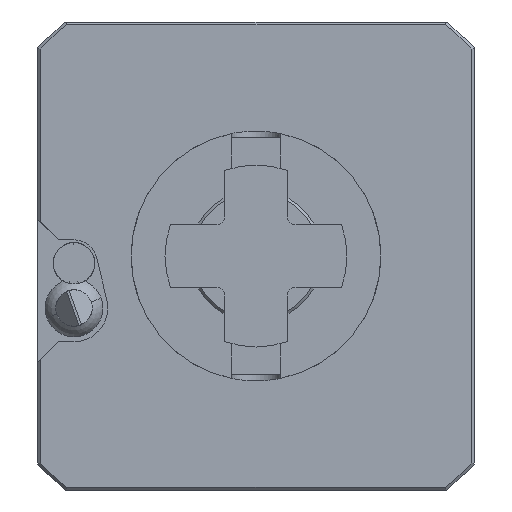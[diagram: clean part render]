
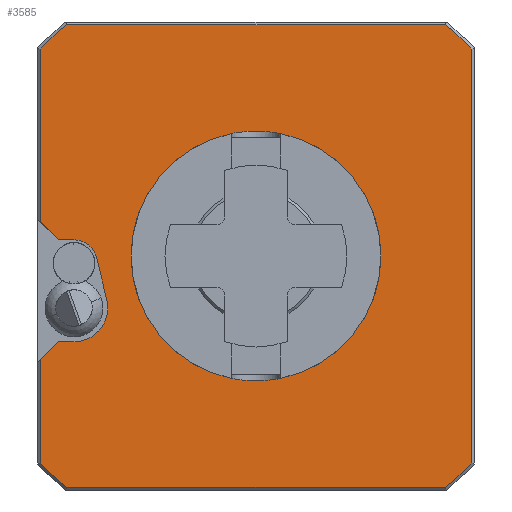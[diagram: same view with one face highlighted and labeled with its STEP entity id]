
A CAD part, left-side view. The second image highlights one B-rep face of the part: STEP entity #3585.
In plain terms, the highlighted planar face has unit normal (-1, 0, 0).
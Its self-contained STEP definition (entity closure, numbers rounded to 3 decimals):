
#138=DIRECTION('',(0.,0.707,-0.707));
#139=VECTOR('',#138,4.95);
#140=CARTESIAN_POINT('',(-28.,38.,-16.5));
#141=LINE('',#140,#139);
#142=DIRECTION('',(0.,-1.,0.));
#143=VECTOR('',#142,3.);
#144=CARTESIAN_POINT('',(-28.,38.,-16.5));
#145=LINE('',#144,#143);
#146=CARTESIAN_POINT('',(-28.,35.,-10.));
#147=DIRECTION('',(-1.,0.,0.));
#148=DIRECTION('',(0.,0.,-1.));
#149=AXIS2_PLACEMENT_3D('',#146,#147,#148);
#151=DIRECTION('',(0.,0.233,0.973));
#152=VECTOR('',#151,8.364);
#153=CARTESIAN_POINT('',(-28.,28.678,-8.488));
#154=LINE('',#153,#152);
#155=CARTESIAN_POINT('',(-28.,35.,-1.4));
#156=DIRECTION('',(-1.,0.,0.));
#157=DIRECTION('',(0.,-0.973,0.233));
#158=AXIS2_PLACEMENT_3D('',#155,#156,#157);
#160=DIRECTION('',(0.,-1.,0.));
#161=VECTOR('',#160,3.);
#162=CARTESIAN_POINT('',(-28.,38.,3.1));
#163=LINE('',#162,#161);
#164=DIRECTION('',(0.,-0.707,-0.707));
#165=VECTOR('',#164,4.95);
#166=CARTESIAN_POINT('',(-28.,41.5,6.6));
#167=LINE('',#166,#165);
#168=DIRECTION('',(0.,0.,-1.));
#169=VECTOR('',#168,33.199);
#170=CARTESIAN_POINT('',(-28.,41.5,39.799));
#171=LINE('',#170,#169);
#172=CARTESIAN_POINT('',(-28.,0.,0.));
#173=DIRECTION('',(1.,0.,0.));
#174=DIRECTION('',(0.,0.722,0.692));
#175=AXIS2_PLACEMENT_3D('',#172,#173,#174);
#177=DIRECTION('',(0.,1.,0.));
#178=VECTOR('',#177,72.829);
#179=CARTESIAN_POINT('',(-28.,-36.414,44.5));
#180=LINE('',#179,#178);
#181=CARTESIAN_POINT('',(-28.,0.,0.));
#182=DIRECTION('',(1.,0.,0.));
#183=DIRECTION('',(0.,-0.633,0.774));
#184=AXIS2_PLACEMENT_3D('',#181,#182,#183);
#186=DIRECTION('',(0.,0.,1.));
#187=VECTOR('',#186,79.599);
#188=CARTESIAN_POINT('',(-28.,-41.5,
-39.799));
#189=LINE('',#188,#187);
#190=CARTESIAN_POINT('',(-28.,0.,0.));
#191=DIRECTION('',(1.,0.,0.));
#192=DIRECTION('',(0.,-0.722,-0.692));
#193=AXIS2_PLACEMENT_3D('',#190,#191,#192);
#195=DIRECTION('',(0.,-1.,0.));
#196=VECTOR('',#195,72.829);
#197=CARTESIAN_POINT('',(-28.,36.414,-44.5));
#198=LINE('',#197,#196);
#199=CARTESIAN_POINT('',(-28.,0.,0.));
#200=DIRECTION('',(1.,0.,0.));
#201=DIRECTION('',(0.,0.633,-0.774));
#202=AXIS2_PLACEMENT_3D('',#199,#200,#201);
#204=DIRECTION('',(0.,0.,-1.));
#205=VECTOR('',#204,19.799);
#206=CARTESIAN_POINT('',(-28.,41.5,-20.));
#207=LINE('',#206,#205);
#208=CARTESIAN_POINT('',(-28.,0.,0.));
#209=DIRECTION('',(1.,0.,0.));
#210=DIRECTION('',(0.,-1.,0.));
#211=AXIS2_PLACEMENT_3D('',#208,#209,#210);
#213=CARTESIAN_POINT('',(-28.,0.,0.));
#214=DIRECTION('',(-1.,0.,0.));
#215=DIRECTION('',(0.,-1.,0.));
#216=AXIS2_PLACEMENT_3D('',#213,#214,#215);
#3007=CARTESIAN_POINT('',(-28.,-20.1,0.));
#3009=VERTEX_POINT('',#3007);
#3011=CARTESIAN_POINT('',(-28.,20.1,0.));
#3013=VERTEX_POINT('',#3011);
#3018=CARTESIAN_POINT('',(-28.,-41.5,-39.799));
#3019=CARTESIAN_POINT('',(-28.,-36.414,-44.5));
#3020=VERTEX_POINT('',#3018);
#3021=VERTEX_POINT('',#3019);
#3026=CARTESIAN_POINT('',(-28.,-41.5,
39.799));
#3027=VERTEX_POINT('',#3026);
#3030=CARTESIAN_POINT('',(-28.,-36.414,44.5));
#3031=VERTEX_POINT('',#3030);
#3034=CARTESIAN_POINT('',(-28.,36.414,44.5));
#3035=VERTEX_POINT('',#3034);
#3038=CARTESIAN_POINT('',(-28.,41.5,39.799));
#3039=VERTEX_POINT('',#3038);
#3042=CARTESIAN_POINT('',(-28.,36.414,-44.5));
#3043=CARTESIAN_POINT('',(-28.,41.5,-39.799));
#3044=VERTEX_POINT('',#3042);
#3045=VERTEX_POINT('',#3043);
#3050=CARTESIAN_POINT('',(-28.,35.,-16.5));
#3051=CARTESIAN_POINT('',(-28.,28.678,-8.488));
#3052=VERTEX_POINT('',#3050);
#3053=VERTEX_POINT('',#3051);
#3054=CARTESIAN_POINT('',(-28.,30.623,-0.353));
#3055=VERTEX_POINT('',#3054);
#3056=CARTESIAN_POINT('',(-28.,35.,3.1));
#3057=VERTEX_POINT('',#3056);
#3058=CARTESIAN_POINT('',(-28.,38.,-16.5));
#3059=CARTESIAN_POINT('',(-28.,41.5,-20.));
#3060=VERTEX_POINT('',#3058);
#3061=VERTEX_POINT('',#3059);
#3065=CARTESIAN_POINT('',(-28.,41.5,6.6));
#3067=VERTEX_POINT('',#3065);
#3068=CARTESIAN_POINT('',(-28.,38.,3.1));
#3069=VERTEX_POINT('',#3068);
#3542=CARTESIAN_POINT('',(-28.,0.,0.));
#3543=DIRECTION('',(-1.,0.,0.));
#3544=DIRECTION('',(0.,1.,0.));
#3545=AXIS2_PLACEMENT_3D('',#3542,#3543,#3544);
#3546=PLANE('',#3545);
#3548=ORIENTED_EDGE('',*,*,#3547,.F.);
#3550=ORIENTED_EDGE('',*,*,#3549,.T.);
#3552=ORIENTED_EDGE('',*,*,#3551,.T.);
#3554=ORIENTED_EDGE('',*,*,#3553,.T.);
#3556=ORIENTED_EDGE('',*,*,#3555,.T.);
#3558=ORIENTED_EDGE('',*,*,#3557,.F.);
#3560=ORIENTED_EDGE('',*,*,#3559,.F.);
#3562=ORIENTED_EDGE('',*,*,#3561,.F.);
#3564=ORIENTED_EDGE('',*,*,#3563,.T.);
#3566=ORIENTED_EDGE('',*,*,#3565,.F.);
#3568=ORIENTED_EDGE('',*,*,#3567,.T.);
#3570=ORIENTED_EDGE('',*,*,#3569,.F.);
#3572=ORIENTED_EDGE('',*,*,#3571,.T.);
#3573=ORIENTED_EDGE('',*,*,#3521,.F.);
#3574=ORIENTED_EDGE('',*,*,#3533,.T.);
#3576=ORIENTED_EDGE('',*,*,#3575,.F.);
#3577=EDGE_LOOP('',(#3548,#3550,#3552,#3554,#3556,#3558,#3560,#3562,#3564,#3566,
#3568,#3570,#3572,#3573,#3574,#3576));
#3578=FACE_OUTER_BOUND('',#3577,.F.);
#3580=ORIENTED_EDGE('',*,*,#3579,.F.);
#3582=ORIENTED_EDGE('',*,*,#3581,.T.);
#3583=EDGE_LOOP('',(#3580,#3582));
#3584=FACE_BOUND('',#3583,.F.);
#3585=ADVANCED_FACE('',(#3578,#3584),#3546,.T.);
#150=CIRCLE('',#149,6.5);
#159=CIRCLE('',#158,4.5);
#176=CIRCLE('',#175,57.5);
#185=CIRCLE('',#184,57.5);
#194=CIRCLE('',#193,57.5);
#203=CIRCLE('',#202,57.5);
#212=CIRCLE('',#211,20.1);
#217=CIRCLE('',#216,20.1);
#3521=EDGE_CURVE('',#3044,#3021,#198,.T.);
#3533=EDGE_CURVE('',#3044,#3045,#203,.T.);
#3547=EDGE_CURVE('',#3060,#3061,#141,.T.);
#3549=EDGE_CURVE('',#3060,#3052,#145,.T.);
#3551=EDGE_CURVE('',#3052,#3053,#150,.T.);
#3553=EDGE_CURVE('',#3053,#3055,#154,.T.);
#3555=EDGE_CURVE('',#3055,#3057,#159,.T.);
#3557=EDGE_CURVE('',#3069,#3057,#163,.T.);
#3559=EDGE_CURVE('',#3067,#3069,#167,.T.);
#3561=EDGE_CURVE('',#3039,#3067,#171,.T.);
#3563=EDGE_CURVE('',#3039,#3035,#176,.T.);
#3565=EDGE_CURVE('',#3031,#3035,#180,.T.);
#3567=EDGE_CURVE('',#3031,#3027,#185,.T.);
#3569=EDGE_CURVE('',#3020,#3027,#189,.T.);
#3571=EDGE_CURVE('',#3020,#3021,#194,.T.);
#3575=EDGE_CURVE('',#3061,#3045,#207,.T.);
#3579=EDGE_CURVE('',#3009,#3013,#212,.T.);
#3581=EDGE_CURVE('',#3009,#3013,#217,.T.);
